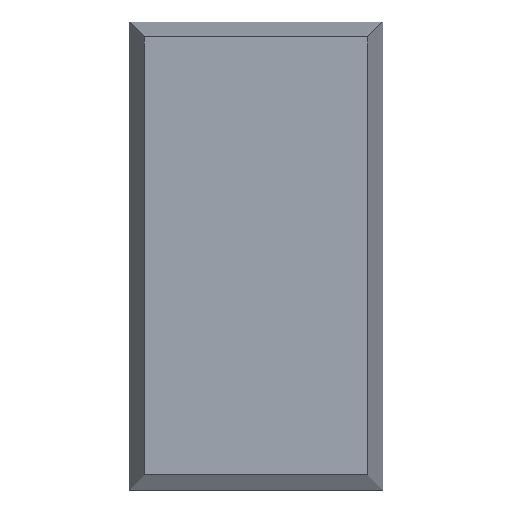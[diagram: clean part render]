
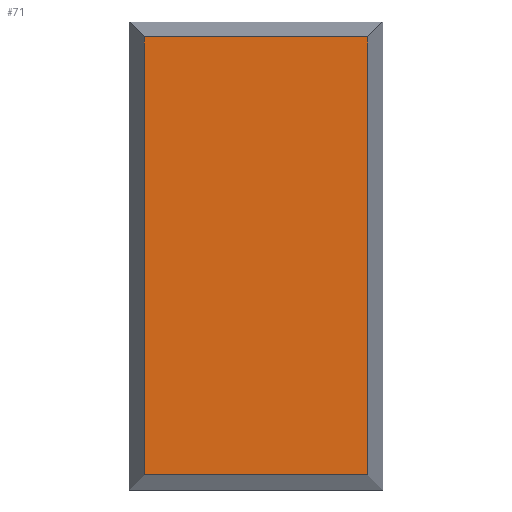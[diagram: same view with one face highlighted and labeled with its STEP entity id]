
A CAD part, top view. The second image highlights one B-rep face of the part: STEP entity #71.
In plain terms, the highlighted planar face has unit normal (0, 0, 1).
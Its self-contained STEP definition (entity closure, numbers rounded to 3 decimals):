
#35 = VECTOR ( 'NONE', #108, 1000. ) ;
#38 = ORIENTED_EDGE ( 'NONE', *, *, #221, .T. ) ;
#65 = DIRECTION ( 'NONE',  ( 1., 0., 0. ) ) ;
#67 = AXIS2_PLACEMENT_3D ( 'NONE', #413, #416, #65 ) ;
#71 = ADVANCED_FACE ( 'NONE', ( #334 ), #134, .T. ) ;
#76 = VECTOR ( 'NONE', #321, 1000. ) ;
#108 = DIRECTION ( 'NONE',  ( -1., 0., 0. ) ) ;
#119 = CARTESIAN_POINT ( 'NONE',  ( 7.4, 14.5, 0. ) ) ;
#122 = CARTESIAN_POINT ( 'NONE',  ( -7.4, 14.5, 0. ) ) ;
#125 = CARTESIAN_POINT ( 'NONE',  ( 8.4, -14.5, 0. ) ) ;
#127 = LINE ( 'NONE', #276, #35 ) ;
#134 = PLANE ( 'NONE',  #67 ) ;
#151 = DIRECTION ( 'NONE',  ( 0., 1., 0. ) ) ;
#155 = DIRECTION ( 'NONE',  ( 0., 1., 0. ) ) ;
#167 = ORIENTED_EDGE ( 'NONE', *, *, #346, .F. ) ;
#177 = CARTESIAN_POINT ( 'NONE',  ( -7.4, -14.5, 0. ) ) ;
#179 = CARTESIAN_POINT ( 'NONE',  ( 7.4, -14.5, 0. ) ) ;
#192 = CARTESIAN_POINT ( 'NONE',  ( 7.4, -15.5, 0. ) ) ;
#206 = VECTOR ( 'NONE', #155, 1000. ) ;
#221 = EDGE_CURVE ( 'NONE', #418, #323, #230, .T. ) ;
#230 = LINE ( 'NONE', #192, #206 ) ;
#236 = VERTEX_POINT ( 'NONE', #122 ) ;
#242 = EDGE_CURVE ( 'NONE', #418, #403, #317, .T. ) ;
#258 = EDGE_LOOP ( 'NONE', ( #344, #38, #357, #167 ) ) ;
#276 = CARTESIAN_POINT ( 'NONE',  ( 8.4, 14.5, 0. ) ) ;
#317 = LINE ( 'NONE', #125, #76 ) ;
#321 = DIRECTION ( 'NONE',  ( -1., 0., 0. ) ) ;
#323 = VERTEX_POINT ( 'NONE', #119 ) ;
#334 = FACE_OUTER_BOUND ( 'NONE', #258, .T. ) ;
#344 = ORIENTED_EDGE ( 'NONE', *, *, #242, .F. ) ;
#346 = EDGE_CURVE ( 'NONE', #403, #236, #411, .T. ) ;
#349 = CARTESIAN_POINT ( 'NONE',  ( -7.4, -15.5, 0. ) ) ;
#357 = ORIENTED_EDGE ( 'NONE', *, *, #394, .T. ) ;
#384 = VECTOR ( 'NONE', #151, 1000. ) ;
#394 = EDGE_CURVE ( 'NONE', #323, #236, #127, .T. ) ;
#403 = VERTEX_POINT ( 'NONE', #177 ) ;
#411 = LINE ( 'NONE', #349, #384 ) ;
#413 = CARTESIAN_POINT ( 'NONE',  ( 0., 0., 0. ) ) ;
#416 = DIRECTION ( 'NONE',  ( 0., 0., 1. ) ) ;
#418 = VERTEX_POINT ( 'NONE', #179 ) ;
